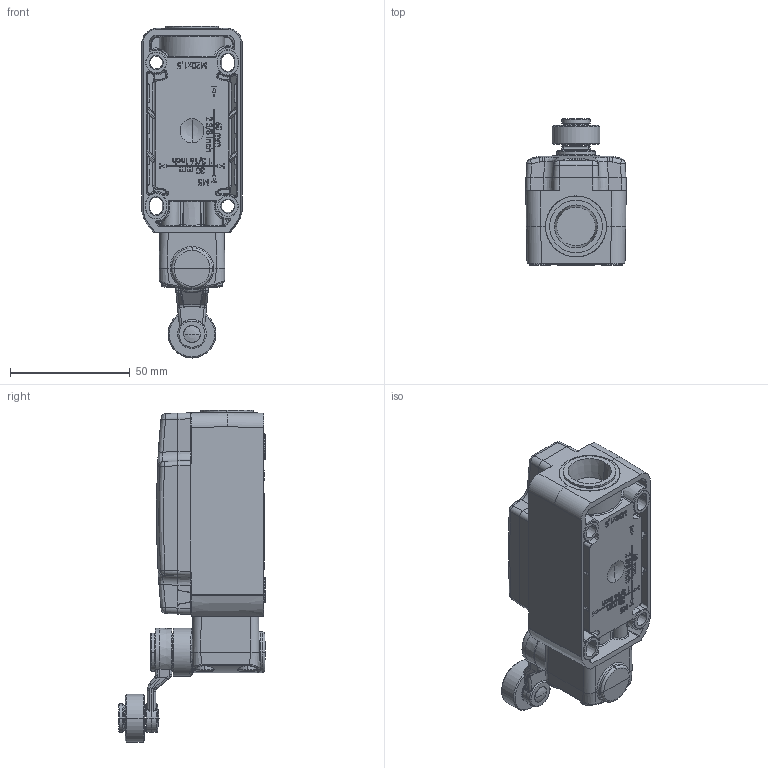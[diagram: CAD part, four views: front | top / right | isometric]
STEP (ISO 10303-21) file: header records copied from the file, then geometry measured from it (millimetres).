
FILE_DESCRIPTION((''),'2;1');
FILE_NAME('1349491_SW0001','2016-09-19T',('sharbsmeier'),('.steute Schaltgeräte GmbH, Löhne'),'PRO/ENGINEER BY PARAMETRIC TECHNOLOGY CORPORATION, 2015070','PRO/ENGINEER BY PARAMETRIC TECHNOLOGY CORPORATION, 2015070','');
FILE_SCHEMA(('CONFIG_CONTROL_DESIGN'));
Products named in the file (1): 1349491_SW0001
Bounding box: 42 x 61.2 x 138.8 mm (x, y, z)
Surface area: 38585.5 mm2 (no closed solid volume)
Topology: 0 solids, 63 shells, 1083 faces, 4194 edges, 3110 vertices
Faces by surface type: plane 356, cylinder 303, bspline 217, cone 89, torus 78, sphere 40
Entity records: 56038 total; most frequent: CARTESIAN_POINT 24953, ORIENTED_EDGE 6514, DIRECTION 5253, EDGE_CURVE 4186, VERTEX_POINT 3110, AXIS2_PLACEMENT_3D 1793, VECTOR 1667, LINE 1667
